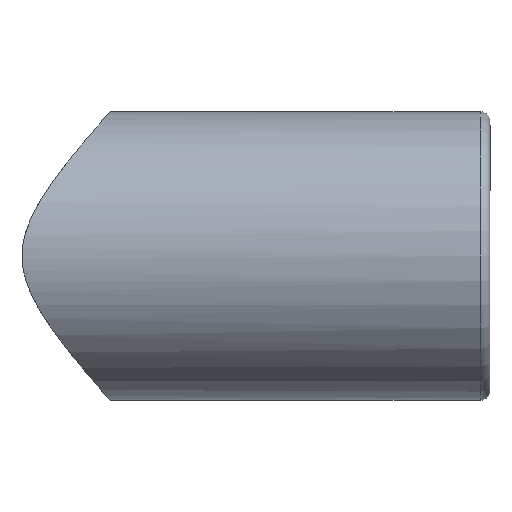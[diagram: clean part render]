
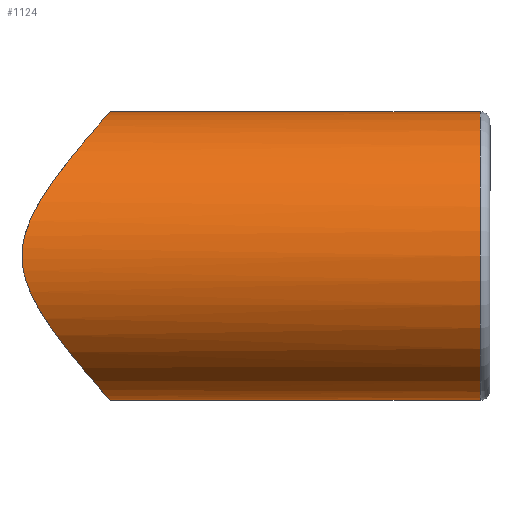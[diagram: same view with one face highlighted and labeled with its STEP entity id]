
A CAD part, front view. The second image highlights one B-rep face of the part: STEP entity #1124.
In plain terms, the highlighted cylindrical face has radius 15 mm (diameter 30 mm), a partial arc.
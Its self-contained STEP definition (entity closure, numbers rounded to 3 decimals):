
#3 = CARTESIAN_POINT ( 'NONE',  ( -9.175, -1.073, -14.971 ) ) ;
#9 = CARTESIAN_POINT ( 'NONE',  ( -15.252, -12.999, -7.539 ) ) ;
#48 = CARTESIAN_POINT ( 'NONE',  ( -9.149, 0., -15. ) ) ;
#57 = VECTOR ( 'NONE', #1411, 1000. ) ;
#67 = CARTESIAN_POINT ( 'NONE',  ( -9.951, -5.163, 14.093 ) ) ;
#68 = VERTEX_POINT ( 'NONE', #1531 ) ;
#135 = CARTESIAN_POINT ( 'NONE',  ( -13.323, -11.109, 10.09 ) ) ;
#143 = CARTESIAN_POINT ( 'NONE',  ( -16.6, -13.988, 5.435 ) ) ;
#152 = LINE ( 'NONE', #1080, #954 ) ;
#173 = CARTESIAN_POINT ( 'NONE',  ( -10.47, -6.558, -13.5 ) ) ;
#188 = CARTESIAN_POINT ( 'NONE',  ( -17.308, -14.439, -4.094 ) ) ;
#194 = CARTESIAN_POINT ( 'NONE',  ( 29.351, 0., -15. ) ) ;
#257 = CARTESIAN_POINT ( 'NONE',  ( -11.31, -8.268, -12.525 ) ) ;
#266 = CARTESIAN_POINT ( 'NONE',  ( -12.014, -9.442, 11.694 ) ) ;
#273 = VECTOR ( 'NONE', #321, 1000. ) ;
#297 = CARTESIAN_POINT ( 'NONE',  ( -16.843, -14.148, -5.007 ) ) ;
#302 = LINE ( 'NONE', #931, #1097 ) ;
#308 = CARTESIAN_POINT ( 'NONE',  ( -12.522, -10.148, 11.085 ) ) ;
#312 = DIRECTION ( 'NONE',  ( -1., 0., 0. ) ) ;
#315 = CARTESIAN_POINT ( 'NONE',  ( -18.263, -14.97, -1.088 ) ) ;
#321 = DIRECTION ( 'NONE',  ( -1., 0., 0. ) ) ;
#350 = LINE ( 'NONE', #716, #57 ) ;
#388 = CARTESIAN_POINT ( 'NONE',  ( -14.43, -12.257, 8.659 ) ) ;
#395 = DIRECTION ( 'NONE',  ( 0., 0., 1. ) ) ;
#406 = CARTESIAN_POINT ( 'NONE',  ( -11.087, -7.86, -12.785 ) ) ;
#426 = CIRCLE ( 'NONE', #1128, 15. ) ;
#439 = CARTESIAN_POINT ( 'NONE',  ( -17.535, -14.571, 3.595 ) ) ;
#443 = EDGE_CURVE ( 'NONE', #876, #446, #350, .T. ) ;
#446 = VERTEX_POINT ( 'NONE', #194 ) ;
#447 = CARTESIAN_POINT ( 'NONE',  ( -12.518, -10.144, -11.089 ) ) ;
#451 = CARTESIAN_POINT ( 'NONE',  ( -36.499, 0., 15. ) ) ;
#453 = EDGE_CURVE ( 'NONE', #1669, #1492, #1636, .T. ) ;
#491 = CARTESIAN_POINT ( 'NONE',  ( -9.149, -1.08, 15. ) ) ;
#507 = ORIENTED_EDGE ( 'NONE', *, *, #1306, .T. ) ;
#509 = CARTESIAN_POINT ( 'NONE',  ( -9.252, -2.132, 14.885 ) ) ;
#518 = VERTEX_POINT ( 'NONE', #1554 ) ;
#527 = CARTESIAN_POINT ( 'NONE',  ( -9.149, -0.539, -15. ) ) ;
#533 = CARTESIAN_POINT ( 'NONE',  ( -12.009, -9.435, -11.7 ) ) ;
#587 = CARTESIAN_POINT ( 'NONE',  ( -17.904, -14.78, 2.61 ) ) ;
#606 = B_SPLINE_CURVE_WITH_KNOTS ( 'NONE', 3,
 ( #1695, #491, #509, #1044, #1332, #67, #832, #849, #928, #1490, #793, #266, #308, #135, #1370, #1460, #388, #803, #921, #143, #965, #1363, #439, #587, #1322, #665, #1198, #1578, #315, #1378, #1594, #1452, #188, #297, #719, #1066, #9, #1247, #974, #447, #533, #257, #406, #656, #173, #1498, #698, #1229, #1191, #3, #527, #48 ),
 .UNSPECIFIED., .F., .F.,
 ( 4, 2, 2, 2, 2, 2, 2, 2, 2, 2, 2, 2, 2, 2, 2, 2, 2, 2, 2, 2, 2, 2, 2, 2, 2, 4 ),
 ( 0., 0.003, 0.005, 0.006, 0.008, 0.01, 0.013, 0.014, 0.016, 0.019, 0.021, 0.022, 0.024, 0.025, 0.027, 0.029, 0.03, 0.032, 0.035, 0.038, 0.041, 0.043, 0.045, 0.048, 0.049, 0.051 ),
 .UNSPECIFIED. ) ;
#652 = EDGE_CURVE ( 'NONE', #1492, #68, #302, .T. ) ;
#656 = CARTESIAN_POINT ( 'NONE',  ( -10.668, -7.007, -13.272 ) ) ;
#658 = ORIENTED_EDGE ( 'NONE', *, *, #453, .T. ) ;
#659 = DIRECTION ( 'NONE',  ( -1., 0., 0. ) ) ;
#665 = CARTESIAN_POINT ( 'NONE',  ( -18.268, -14.972, 1.055 ) ) ;
#698 = CARTESIAN_POINT ( 'NONE',  ( -9.649, -4.208, -14.437 ) ) ;
#716 = CARTESIAN_POINT ( 'NONE',  ( -36.499, 0., -15. ) ) ;
#718 = ORIENTED_EDGE ( 'NONE', *, *, #1116, .T. ) ;
#719 = CARTESIAN_POINT ( 'NONE',  ( -16.591, -13.982, -5.451 ) ) ;
#793 = CARTESIAN_POINT ( 'NONE',  ( -11.311, -8.269, 12.524 ) ) ;
#803 = CARTESIAN_POINT ( 'NONE',  ( -15.264, -13.009, 7.523 ) ) ;
#820 = CARTESIAN_POINT ( 'NONE',  ( 29.351, 0., 15. ) ) ;
#825 = EDGE_LOOP ( 'NONE', ( #1057, #1356, #507, #658, #1569, #718 ) ) ;
#832 = CARTESIAN_POINT ( 'NONE',  ( -10.112, -5.637, 13.91 ) ) ;
#849 = CARTESIAN_POINT ( 'NONE',  ( -10.469, -6.555, 13.501 ) ) ;
#876 = VERTEX_POINT ( 'NONE', #1232 ) ;
#921 = CARTESIAN_POINT ( 'NONE',  ( -15.817, -13.441, 6.724 ) ) ;
#928 = CARTESIAN_POINT ( 'NONE',  ( -10.664, -6.999, 13.276 ) ) ;
#931 = CARTESIAN_POINT ( 'NONE',  ( -36.499, 0., 15. ) ) ;
#954 = VECTOR ( 'NONE', #1201, 1000. ) ;
#965 = CARTESIAN_POINT ( 'NONE',  ( -16.853, -14.154, 4.988 ) ) ;
#974 = CARTESIAN_POINT ( 'NONE',  ( -13.594, -11.434, -9.753 ) ) ;
#1029 = CARTESIAN_POINT ( 'NONE',  ( 5.851, 0., 15. ) ) ;
#1044 = CARTESIAN_POINT ( 'NONE',  ( -9.545, -3.671, 14.553 ) ) ;
#1057 = ORIENTED_EDGE ( 'NONE', *, *, #1577, .F. ) ;
#1058 = CYLINDRICAL_SURFACE ( 'NONE', #1591, 15. ) ;
#1066 = CARTESIAN_POINT ( 'NONE',  ( -15.805, -13.432, -6.742 ) ) ;
#1080 = CARTESIAN_POINT ( 'NONE',  ( -36.499, 0., -15. ) ) ;
#1082 = CARTESIAN_POINT ( 'NONE',  ( 29.351, 0., 0. ) ) ;
#1097 = VECTOR ( 'NONE', #659, 1000. ) ;
#1101 = FACE_OUTER_BOUND ( 'NONE', #825, .T. ) ;
#1111 = DIRECTION ( 'NONE',  ( -1., 0., 0. ) ) ;
#1116 = EDGE_CURVE ( 'NONE', #68, #518, #606, .T. ) ;
#1124 = ADVANCED_FACE ( 'NONE', ( #1101 ), #1058, .T. ) ;
#1128 = AXIS2_PLACEMENT_3D ( 'NONE', #1082, #312, #1607 ) ;
#1191 = CARTESIAN_POINT ( 'NONE',  ( -9.276, -2.131, -14.857 ) ) ;
#1198 = CARTESIAN_POINT ( 'NONE',  ( -18.324, -15.001, 0.523 ) ) ;
#1201 = DIRECTION ( 'NONE',  ( -1., 0., 0. ) ) ;
#1229 = CARTESIAN_POINT ( 'NONE',  ( -9.352, -2.657, -14.772 ) ) ;
#1232 = CARTESIAN_POINT ( 'NONE',  ( 5.851, 0., -15. ) ) ;
#1247 = CARTESIAN_POINT ( 'NONE',  ( -14.147, -12., -9.045 ) ) ;
#1306 = EDGE_CURVE ( 'NONE', #446, #1669, #426, .T. ) ;
#1322 = CARTESIAN_POINT ( 'NONE',  ( -18.058, -14.862, 2.096 ) ) ;
#1332 = CARTESIAN_POINT ( 'NONE',  ( -9.668, -4.18, 14.415 ) ) ;
#1356 = ORIENTED_EDGE ( 'NONE', *, *, #443, .T. ) ;
#1363 = CARTESIAN_POINT ( 'NONE',  ( -17.32, -14.446, 4.069 ) ) ;
#1370 = CARTESIAN_POINT ( 'NONE',  ( -13.597, -11.414, 9.744 ) ) ;
#1378 = CARTESIAN_POINT ( 'NONE',  ( -18.05, -14.857, -2.128 ) ) ;
#1411 = DIRECTION ( 'NONE',  ( 1., 0., 0. ) ) ;
#1452 = CARTESIAN_POINT ( 'NONE',  ( -17.523, -14.565, -3.623 ) ) ;
#1460 = CARTESIAN_POINT ( 'NONE',  ( -14.152, -11.988, 9.027 ) ) ;
#1490 = CARTESIAN_POINT ( 'NONE',  ( -11.085, -7.857, 12.787 ) ) ;
#1492 = VERTEX_POINT ( 'NONE', #1029 ) ;
#1498 = CARTESIAN_POINT ( 'NONE',  ( -9.935, -5.179, -14.113 ) ) ;
#1531 = CARTESIAN_POINT ( 'NONE',  ( -9.149, 0., 15. ) ) ;
#1554 = CARTESIAN_POINT ( 'NONE',  ( -9.149, 0., -15. ) ) ;
#1569 = ORIENTED_EDGE ( 'NONE', *, *, #652, .T. ) ;
#1577 = EDGE_CURVE ( 'NONE', #876, #518, #152, .T. ) ;
#1578 = CARTESIAN_POINT ( 'NONE',  ( -18.322, -14.999, -0.558 ) ) ;
#1591 = AXIS2_PLACEMENT_3D ( 'NONE', #1625, #1111, #395 ) ;
#1594 = CARTESIAN_POINT ( 'NONE',  ( -17.894, -14.774, -2.643 ) ) ;
#1607 = DIRECTION ( 'NONE',  ( 0., 0., 1. ) ) ;
#1625 = CARTESIAN_POINT ( 'NONE',  ( -36.499, 0., 0. ) ) ;
#1636 = LINE ( 'NONE', #451, #273 ) ;
#1669 = VERTEX_POINT ( 'NONE', #820 ) ;
#1695 = CARTESIAN_POINT ( 'NONE',  ( -9.149, 0., 15. ) ) ;
